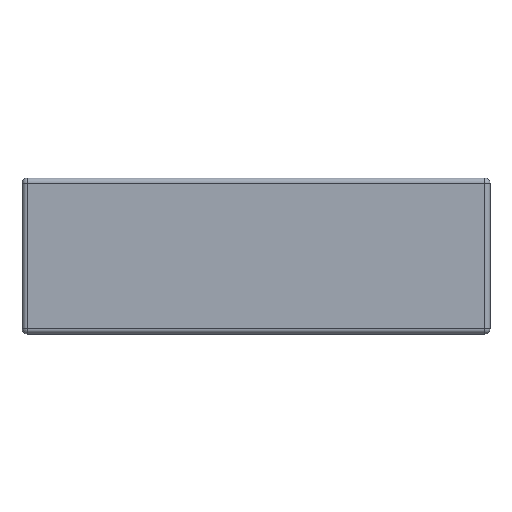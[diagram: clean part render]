
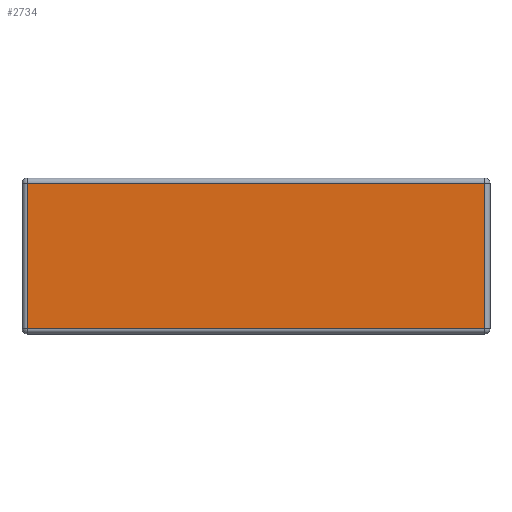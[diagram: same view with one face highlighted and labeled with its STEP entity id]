
A CAD part, front view. The second image highlights one B-rep face of the part: STEP entity #2734.
In plain terms, the highlighted planar face has unit normal (0, -1, 0).
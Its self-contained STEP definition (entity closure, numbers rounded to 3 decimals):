
#57 = ORIENTED_EDGE ( 'NONE', *, *, #1194, .T. ) ;
#93 = PLANE ( 'NONE',  #1002 ) ;
#139 = ORIENTED_EDGE ( 'NONE', *, *, #148, .T. ) ;
#148 = EDGE_CURVE ( 'NONE', #308, #1794, #1648, .T. ) ;
#155 = CARTESIAN_POINT ( 'NONE',  ( 44., 0., 15. ) ) ;
#183 = CARTESIAN_POINT ( 'NONE',  ( -44., 0., -14. ) ) ;
#268 = DIRECTION ( 'NONE',  ( 0., 0., 1. ) ) ;
#308 = VERTEX_POINT ( 'NONE', #1227 ) ;
#630 = DIRECTION ( 'NONE',  ( -1., 0., 0. ) ) ;
#755 = VECTOR ( 'NONE', #630, 1000. ) ;
#819 = CARTESIAN_POINT ( 'NONE',  ( 0., 0., 0. ) ) ;
#961 = EDGE_CURVE ( 'NONE', #1918, #1971, #1777, .T. ) ;
#988 = LINE ( 'NONE', #2141, #1802 ) ;
#1002 = AXIS2_PLACEMENT_3D ( 'NONE', #819, #2763, #1322 ) ;
#1194 = EDGE_CURVE ( 'NONE', #1794, #1918, #2500, .T. ) ;
#1195 = CARTESIAN_POINT ( 'NONE',  ( -44., 0., 14. ) ) ;
#1227 = CARTESIAN_POINT ( 'NONE',  ( 44., 0., -14. ) ) ;
#1294 = DIRECTION ( 'NONE',  ( 1., 0., 0. ) ) ;
#1322 = DIRECTION ( 'NONE',  ( 0., 0., -1. ) ) ;
#1420 = VECTOR ( 'NONE', #268, 1000. ) ;
#1483 = CARTESIAN_POINT ( 'NONE',  ( -45., 0., 14. ) ) ;
#1561 = EDGE_CURVE ( 'NONE', #1971, #308, #988, .T. ) ;
#1648 = LINE ( 'NONE', #155, #1420 ) ;
#1671 = DIRECTION ( 'NONE',  ( 0., 0., -1. ) ) ;
#1686 = CARTESIAN_POINT ( 'NONE',  ( -44., 0., -15. ) ) ;
#1777 = LINE ( 'NONE', #1686, #2569 ) ;
#1794 = VERTEX_POINT ( 'NONE', #1800 ) ;
#1800 = CARTESIAN_POINT ( 'NONE',  ( 44., 0., 14. ) ) ;
#1802 = VECTOR ( 'NONE', #1294, 1000. ) ;
#1901 = FACE_OUTER_BOUND ( 'NONE', #2168, .T. ) ;
#1918 = VERTEX_POINT ( 'NONE', #1195 ) ;
#1971 = VERTEX_POINT ( 'NONE', #183 ) ;
#2141 = CARTESIAN_POINT ( 'NONE',  ( 45., 0., -14. ) ) ;
#2168 = EDGE_LOOP ( 'NONE', ( #2332, #2704, #139, #57 ) ) ;
#2332 = ORIENTED_EDGE ( 'NONE', *, *, #961, .T. ) ;
#2500 = LINE ( 'NONE', #1483, #755 ) ;
#2569 = VECTOR ( 'NONE', #1671, 1000. ) ;
#2704 = ORIENTED_EDGE ( 'NONE', *, *, #1561, .T. ) ;
#2734 = ADVANCED_FACE ( 'NONE', ( #1901 ), #93, .T. ) ;
#2763 = DIRECTION ( 'NONE',  ( 0., -1., 0. ) ) ;
